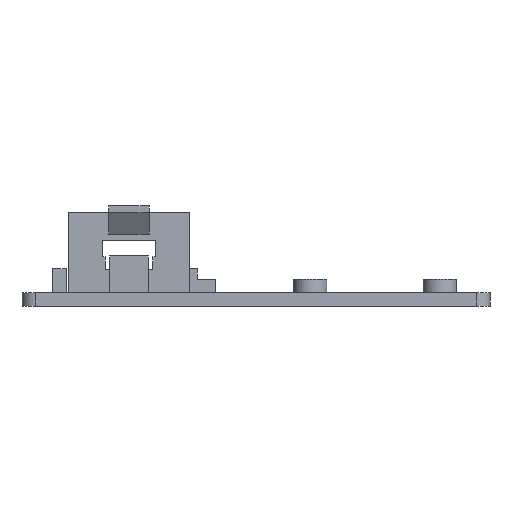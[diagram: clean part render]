
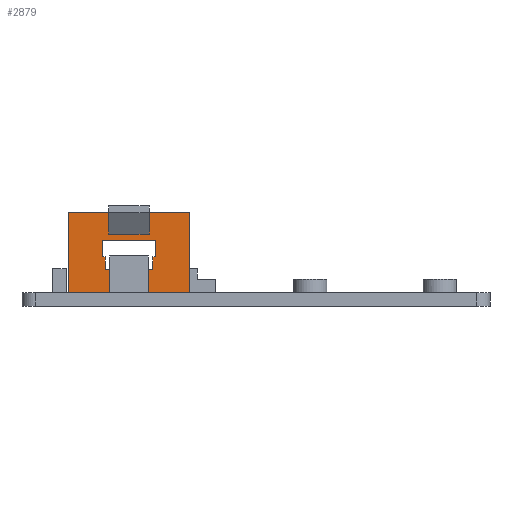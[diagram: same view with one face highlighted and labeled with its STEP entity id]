
A CAD part, front view. The second image highlights one B-rep face of the part: STEP entity #2879.
In plain terms, the highlighted planar face has unit normal (0, -1, 0).
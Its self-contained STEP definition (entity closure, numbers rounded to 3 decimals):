
#43=FACE_BOUND('',#448,.T.);
#266=FACE_OUTER_BOUND('',#447,.T.);
#447=EDGE_LOOP('',(#2484,#2485,#2486,#2487,#2488,#2489,#2490,#2491));
#448=EDGE_LOOP('',(#2492,#2493,#2494,#2495,#2496,#2497,#2498,#2499));
#682=LINE('',#4460,#1023);
#740=LINE('',#4626,#1081);
#744=LINE('',#4634,#1085);
#747=LINE('',#4640,#1088);
#750=LINE('',#4646,#1091);
#753=LINE('',#4652,#1094);
#756=LINE('',#4658,#1097);
#759=LINE('',#4664,#1100);
#762=LINE('',#4669,#1103);
#765=LINE('',#4676,#1106);
#778=LINE('',#4701,#1119);
#780=LINE('',#4705,#1121);
#781=LINE('',#4708,#1122);
#782=LINE('',#4709,#1123);
#783=LINE('',#4711,#1124);
#784=LINE('',#4712,#1125);
#1023=VECTOR('',#3471,10.);
#1081=VECTOR('',#3637,10.);
#1085=VECTOR('',#3643,10.);
#1088=VECTOR('',#3648,10.);
#1091=VECTOR('',#3653,10.);
#1094=VECTOR('',#3658,10.);
#1097=VECTOR('',#3663,10.);
#1100=VECTOR('',#3668,10.);
#1103=VECTOR('',#3673,10.);
#1106=VECTOR('',#3678,10.);
#1119=VECTOR('',#3699,10.);
#1121=VECTOR('',#3703,10.);
#1122=VECTOR('',#3706,10.);
#1123=VECTOR('',#3707,10.);
#1124=VECTOR('',#3708,10.);
#1125=VECTOR('',#3709,10.);
#1316=VERTEX_POINT('',#4457);
#1317=VERTEX_POINT('',#4459);
#1370=VERTEX_POINT('',#4624);
#1371=VERTEX_POINT('',#4625);
#1374=VERTEX_POINT('',#4633);
#1376=VERTEX_POINT('',#4639);
#1378=VERTEX_POINT('',#4645);
#1380=VERTEX_POINT('',#4651);
#1382=VERTEX_POINT('',#4657);
#1384=VERTEX_POINT('',#4663);
#1387=VERTEX_POINT('',#4673);
#1388=VERTEX_POINT('',#4675);
#1396=VERTEX_POINT('',#4699);
#1397=VERTEX_POINT('',#4703);
#1398=VERTEX_POINT('',#4707);
#1399=VERTEX_POINT('',#4710);
#1654=EDGE_CURVE('',#1317,#1316,#682,.T.);
#1732=EDGE_CURVE('',#1370,#1371,#740,.T.);
#1736=EDGE_CURVE('',#1371,#1374,#744,.T.);
#1739=EDGE_CURVE('',#1374,#1376,#747,.T.);
#1742=EDGE_CURVE('',#1376,#1378,#750,.T.);
#1745=EDGE_CURVE('',#1378,#1380,#753,.T.);
#1748=EDGE_CURVE('',#1380,#1382,#756,.T.);
#1751=EDGE_CURVE('',#1382,#1384,#759,.T.);
#1754=EDGE_CURVE('',#1384,#1370,#762,.T.);
#1757=EDGE_CURVE('',#1388,#1387,#765,.T.);
#1770=EDGE_CURVE('',#1387,#1396,#778,.T.);
#1772=EDGE_CURVE('',#1396,#1397,#780,.T.);
#1773=EDGE_CURVE('',#1397,#1398,#781,.T.);
#1774=EDGE_CURVE('',#1317,#1398,#782,.T.);
#1775=EDGE_CURVE('',#1316,#1399,#783,.T.);
#1776=EDGE_CURVE('',#1399,#1388,#784,.T.);
#2484=ORIENTED_EDGE('',*,*,#1772,.T.);
#2485=ORIENTED_EDGE('',*,*,#1773,.T.);
#2486=ORIENTED_EDGE('',*,*,#1774,.F.);
#2487=ORIENTED_EDGE('',*,*,#1654,.T.);
#2488=ORIENTED_EDGE('',*,*,#1775,.T.);
#2489=ORIENTED_EDGE('',*,*,#1776,.T.);
#2490=ORIENTED_EDGE('',*,*,#1757,.T.);
#2491=ORIENTED_EDGE('',*,*,#1770,.T.);
#2492=ORIENTED_EDGE('',*,*,#1732,.T.);
#2493=ORIENTED_EDGE('',*,*,#1736,.T.);
#2494=ORIENTED_EDGE('',*,*,#1739,.T.);
#2495=ORIENTED_EDGE('',*,*,#1742,.T.);
#2496=ORIENTED_EDGE('',*,*,#1745,.T.);
#2497=ORIENTED_EDGE('',*,*,#1748,.T.);
#2498=ORIENTED_EDGE('',*,*,#1751,.T.);
#2499=ORIENTED_EDGE('',*,*,#1754,.T.);
#2734=PLANE('',#3066);
#2879=ADVANCED_FACE('',(#266,#43),#2734,.T.);
#3066=AXIS2_PLACEMENT_3D('',#4706,#3704,#3705);
#3471=DIRECTION('',(1.,0.,0.));
#3637=DIRECTION('',(0.,0.,1.));
#3643=DIRECTION('',(-1.,0.,0.));
#3648=DIRECTION('',(0.,0.,1.));
#3653=DIRECTION('',(1.,0.,0.));
#3658=DIRECTION('',(0.,0.,-1.));
#3663=DIRECTION('',(-1.,0.,0.));
#3668=DIRECTION('',(0.,0.,-1.));
#3673=DIRECTION('',(-1.,0.,0.));
#3678=DIRECTION('',(0.,0.,-1.));
#3699=DIRECTION('',(-1.,0.,0.));
#3703=DIRECTION('',(0.,0.,1.));
#3704=DIRECTION('center_axis',(0.,-1.,0.));
#3705=DIRECTION('ref_axis',(0.,0.,1.));
#3706=DIRECTION('',(-1.,0.,0.));
#3707=DIRECTION('',(0.,0.,1.));
#3708=DIRECTION('',(0.,0.,1.));
#3709=DIRECTION('',(-1.,0.,0.));
#4457=CARTESIAN_POINT('',(-10.,35.,0.));
#4459=CARTESIAN_POINT('',(-28.,35.,0.));
#4460=CARTESIAN_POINT('',(-33.,35.,0.));
#4624=CARTESIAN_POINT('',(-22.575,35.,3.5));
#4625=CARTESIAN_POINT('',(-22.575,35.,5.375));
#4626=CARTESIAN_POINT('',(-22.575,35.,1.687));
#4633=CARTESIAN_POINT('',(-22.975,35.,5.375));
#4634=CARTESIAN_POINT('',(-16.488,35.,5.375));
#4639=CARTESIAN_POINT('',(-22.975,35.,7.85));
#4640=CARTESIAN_POINT('',(-22.975,35.,2.925));
#4645=CARTESIAN_POINT('',(-15.025,35.,7.85));
#4646=CARTESIAN_POINT('',(-12.513,35.,7.85));
#4651=CARTESIAN_POINT('',(-15.025,35.,5.375));
#4652=CARTESIAN_POINT('',(-15.025,35.,1.687));
#4657=CARTESIAN_POINT('',(-15.425,35.,5.375));
#4658=CARTESIAN_POINT('',(-12.713,35.,5.375));
#4663=CARTESIAN_POINT('',(-15.425,35.,3.5));
#4664=CARTESIAN_POINT('',(-15.425,35.,0.75));
#4669=CARTESIAN_POINT('',(-16.288,35.,3.5));
#4673=CARTESIAN_POINT('',(-16.,35.,8.787));
#4675=CARTESIAN_POINT('',(-16.,35.,12.));
#4676=CARTESIAN_POINT('',(-16.,35.,4.447));
#4699=CARTESIAN_POINT('',(-22.,35.,8.787));
#4701=CARTESIAN_POINT('',(-14.5,35.,8.787));
#4703=CARTESIAN_POINT('',(-22.,35.,12.));
#4705=CARTESIAN_POINT('',(-22.,35.,4.447));
#4706=CARTESIAN_POINT('Origin',(-10.,35.,-2.));
#4707=CARTESIAN_POINT('',(-28.,35.,12.));
#4708=CARTESIAN_POINT('',(-10.,35.,12.));
#4709=CARTESIAN_POINT('',(-28.,35.,0.));
#4710=CARTESIAN_POINT('',(-10.,35.,12.));
#4711=CARTESIAN_POINT('',(-10.,35.,0.));
#4712=CARTESIAN_POINT('',(-10.,35.,12.));
